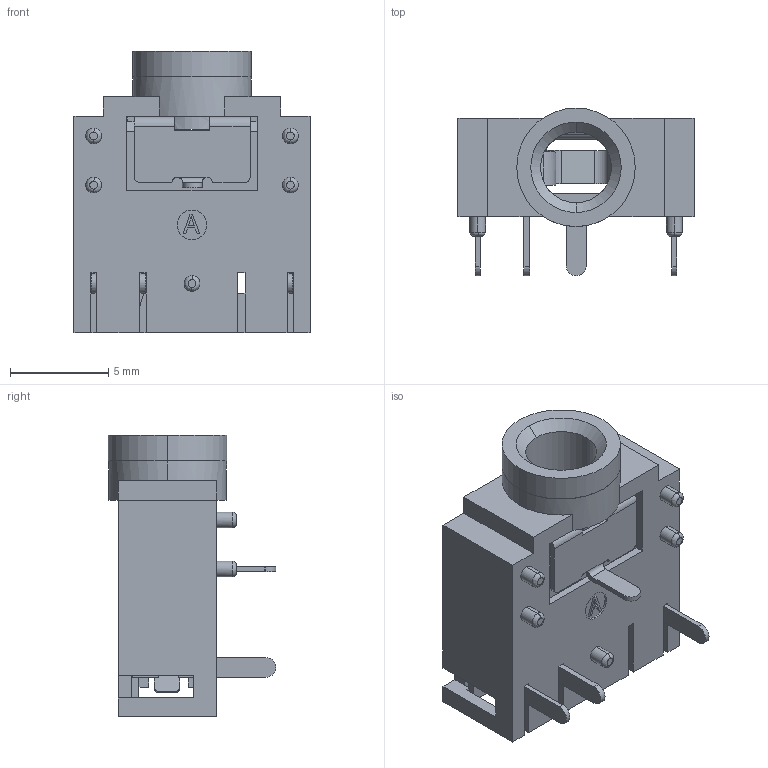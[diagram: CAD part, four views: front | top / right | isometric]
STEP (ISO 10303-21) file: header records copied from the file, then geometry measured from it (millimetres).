
FILE_DESCRIPTION((''),'2;1');
FILE_NAME('WTJ-035-24A_01_','2018-11-28T',('Administrator'),(''),'PRO/ENGINEER BY PARAMETRIC TECHNOLOGY CORPORATION, 2008380','PRO/ENGINEER BY PARAMETRIC TECHNOLOGY CORPORATION, 2008380','');
FILE_SCHEMA(('AUTOMOTIVE_DESIGN_CC2 { 1 2 10303 214 -1 1 5 2 }'));
Length unit declared in the file: millimetre
Products named in the file (1): WTJ-035-24A_01_
Bounding box: 12 x 8.51 x 14.3 mm (x, y, z)
Volume: 409.4 mm3; surface area: 1296.7 mm2
Topology: 1 solids, 2 shells, 472 faces, 1431 edges, 942 vertices
Faces by surface type: plane 324, cylinder 118, bspline 25, torus 2, cone 2, extrusion 1
Entity records: 17340 total; most frequent: CARTESIAN_POINT 4399, ORIENTED_EDGE 2862, DIRECTION 2516, EDGE_CURVE 1431, VECTOR 1100, LINE 1099, VERTEX_POINT 942, AXIS2_PLACEMENT_3D 708
